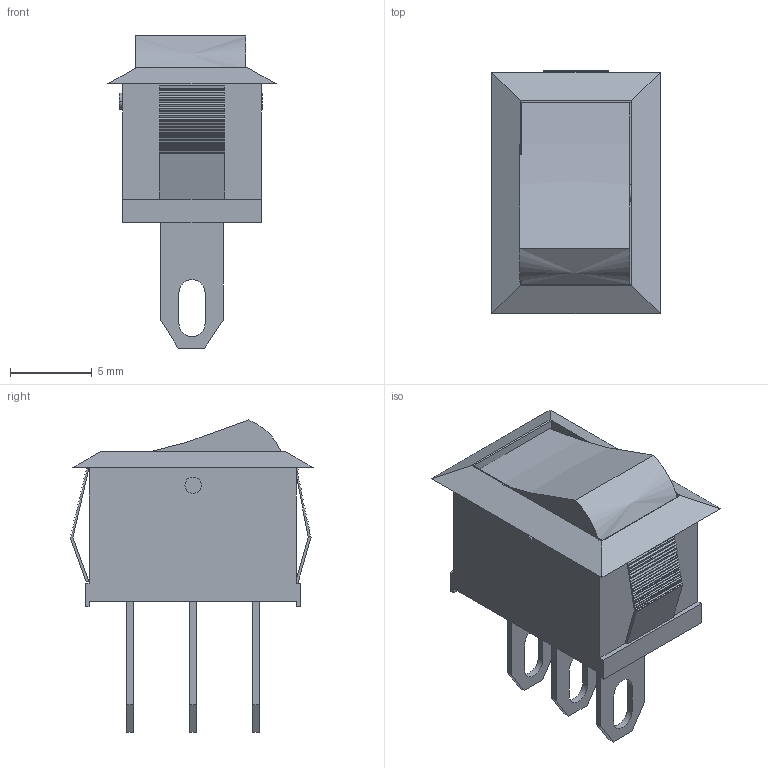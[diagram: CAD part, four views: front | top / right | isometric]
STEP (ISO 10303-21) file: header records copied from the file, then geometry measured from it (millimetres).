
FILE_DESCRIPTION(('CATIA V5 STEP Exchange'),'2;1');
FILE_NAME('Switch Button.stp','2020-01-04T09:20:42+00:00',('none'),('none'),'CATIA Version 5 Release 19 GA (IN-10)','CATIA V5 STEP AP203','none');
FILE_SCHEMA(('CONFIG_CONTROL_DESIGN'));
Length unit declared in the file: millimetre
Products named in the file (1): Product1
Assembly tree (2 placements, depth 2):
  Product1
    #56
    #5390
Bounding box: 10.3 x 14.93 x 19.11 mm (x, y, z)
Volume: 782.8 mm3; surface area: 1499.9 mm2
Topology: 3 solids, 3 shells, 184 faces, 516 edges, 345 vertices
Faces by surface type: plane 168, cylinder 14, extrusion 2
Entity records: 5762 total; most frequent: CARTESIAN_POINT 1064, ORIENTED_EDGE 1032, DIRECTION 808, EDGE_CURVE 516, VECTOR 482, LINE 480, VERTEX_POINT 344, EDGE_LOOP 202
